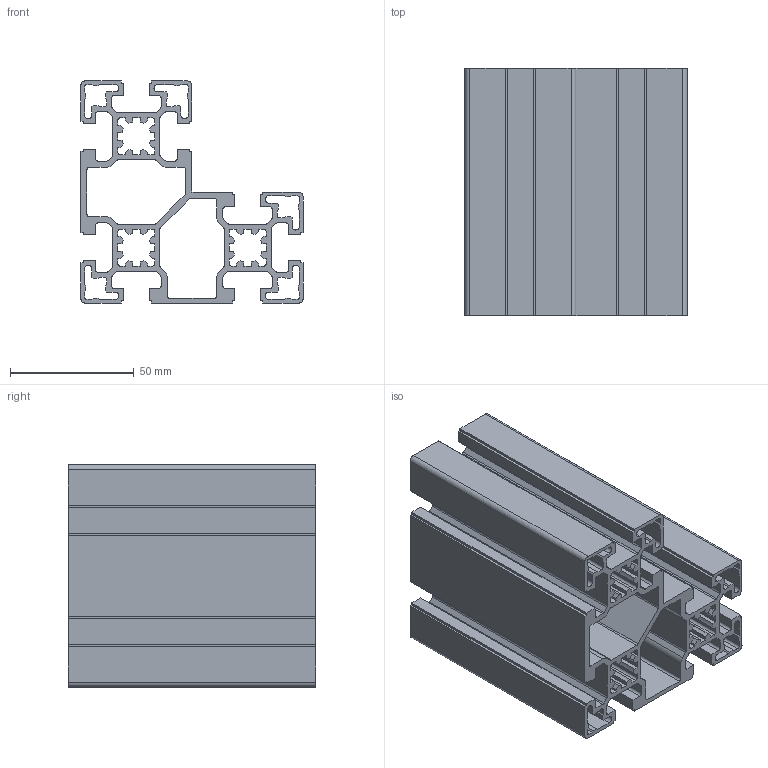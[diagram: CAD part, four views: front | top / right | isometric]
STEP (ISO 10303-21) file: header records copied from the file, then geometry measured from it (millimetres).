
FILE_DESCRIPTION(/* description */ (''),/* implementation_level */ '2;1');
FILE_NAME(/* name */ 'AST090090L08.step',/* time_stamp */ '2024-04-29T16:09:27+01:00',/* author */ ('project'),/* organization */ (''),/* preprocessor_version */ 'ST-DEVELOPER v19',/* originating_system */ 'Autodesk Inventor 2023',/* authorisation */ '');
FILE_SCHEMA (('AUTOMOTIVE_DESIGN { 1 0 10303 214 3 1 1 }'));
Length unit declared in the file: metre
Products named in the file (1): AST090090L08
Bounding box: 90 x 100 x 90 mm (x, y, z)
Volume: 168605.2 mm3; surface area: 148416.4 mm2
Topology: 1 solids, 1 shells, 481 faces, 1437 edges, 958 vertices
Faces by surface type: plane 350, cylinder 131
Entity records: 16185 total; most frequent: CARTESIAN_POINT 2877, ORIENTED_EDGE 2874, DIRECTION 2663, EDGE_CURVE 1437, LINE 1175, VECTOR 1175, VERTEX_POINT 958, AXIS2_PLACEMENT_3D 744
